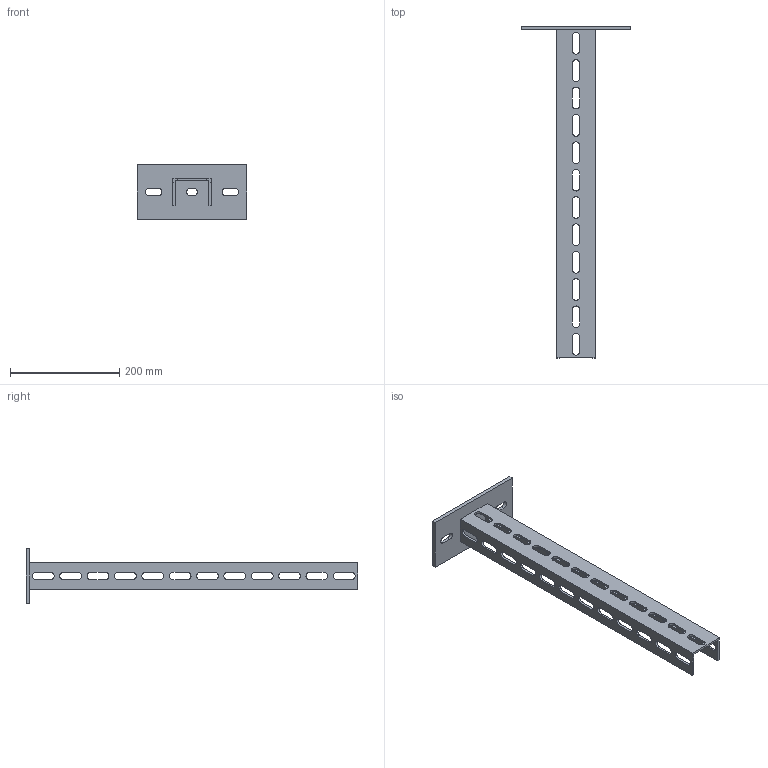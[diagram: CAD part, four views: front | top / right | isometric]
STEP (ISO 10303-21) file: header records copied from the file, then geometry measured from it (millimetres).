
FILE_DESCRIPTION (( 'STEP AP214' ), '1' );
FILE_NAME ('6338864.STP', '2020-05-08T11:19:23', ( '' ), ( '' ), 'SwSTEP 2.0', 'SolidWorks 2018', '' );
FILE_SCHEMA (( 'AUTOMOTIVE_DESIGN' ));
Length unit declared in the file: millimetre
Products named in the file (3): 6338864; KTS 01.009-001_0600; KTS 02.020-008_Standard
Assembly tree (2 placements, depth 2):
  6338864
    KTS 02.020-008_Standard
    KTS 01.009-001_0600
Bounding box: 200 x 606.5 x 100 mm (x, y, z)
Volume: 438164.1 mm3; surface area: 220392.9 mm2
Topology: 2 solids, 2 shells, 216 faces, 636 edges, 424 vertices
Faces by surface type: cylinder 114, plane 102
Entity records: 7534 total; most frequent: DIRECTION 1306, CARTESIAN_POINT 1281, ORIENTED_EDGE 1272, EDGE_CURVE 636, AXIS2_PLACEMENT_3D 449, VERTEX_POINT 424, LINE 408, VECTOR 408
